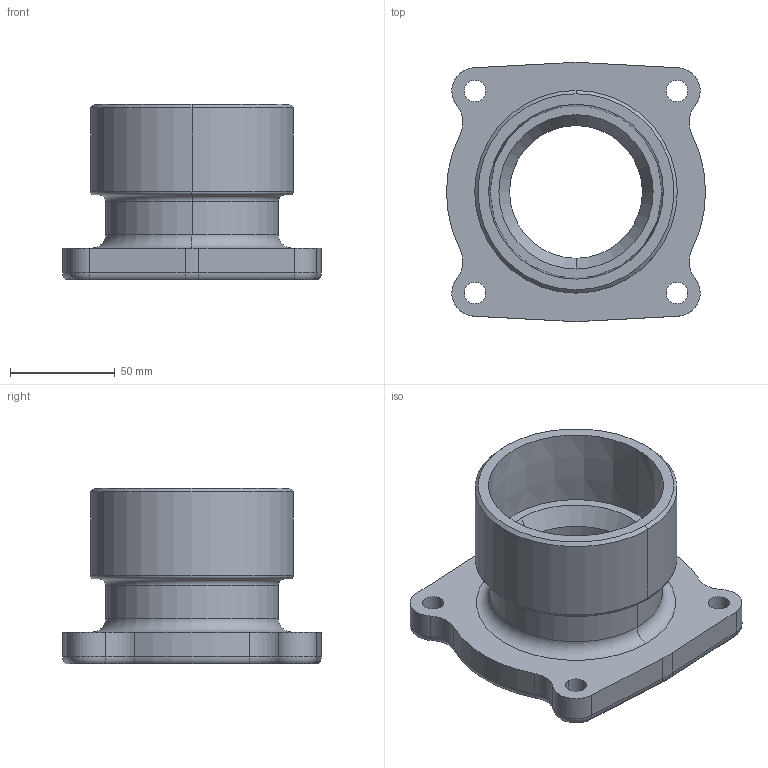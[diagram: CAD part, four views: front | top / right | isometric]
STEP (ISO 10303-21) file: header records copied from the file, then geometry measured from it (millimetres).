
FILE_DESCRIPTION((''),'2;1');
FILE_NAME('2_5_P10_S_04','2014-06-13T',('sobri'),(''),'PRO/ENGINEER BY PARAMETRIC TECHNOLOGY CORPORATION, 2011180','PRO/ENGINEER BY PARAMETRIC TECHNOLOGY CORPORATION, 2011180','');
FILE_SCHEMA(('CONFIG_CONTROL_DESIGN'));
Length unit declared in the file: inch
Products named in the file (1): 2_5_P10_S_04
Bounding box: 123.83 x 123.81 x 83.77 mm (x, y, z)
Surface area: 69856 mm2 (no closed solid volume)
Topology: 0 solids, 1 shells, 65 faces, 152 edges, 92 vertices
Faces by surface type: cylinder 30, torus 18, plane 9, cone 8
Entity records: 1944 total; most frequent: DIRECTION 384, CARTESIAN_POINT 309, ORIENTED_EDGE 304, AXIS2_PLACEMENT_3D 167, EDGE_CURVE 152, CIRCLE 102, VERTEX_POINT 92, EDGE_LOOP 78
